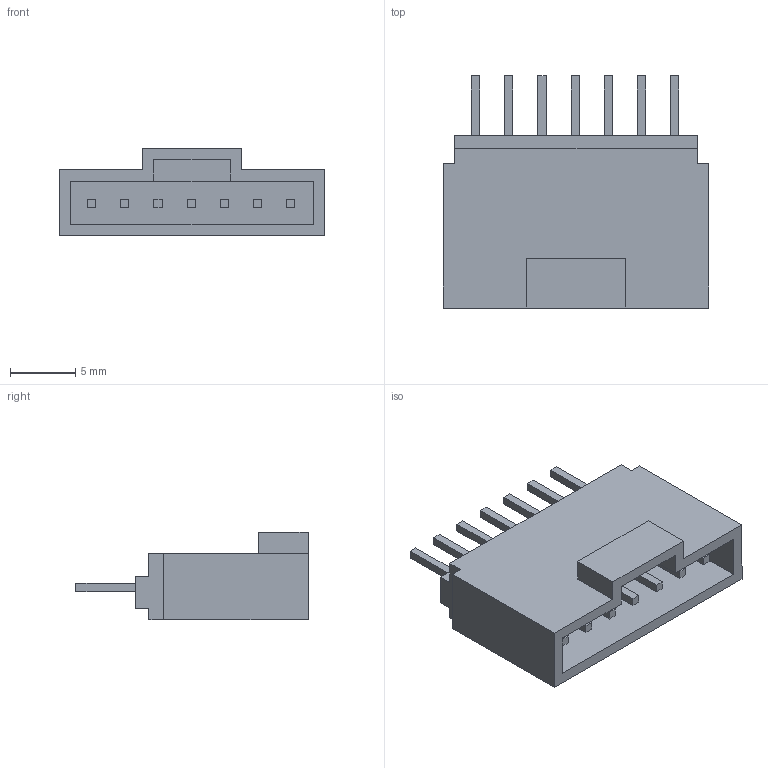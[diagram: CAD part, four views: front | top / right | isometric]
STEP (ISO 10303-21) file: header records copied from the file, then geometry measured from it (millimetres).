
FILE_DESCRIPTION(/* description */ (''),/* implementation_level */ '2;1');
FILE_NAME(/* name */ '407-07-01.stp',/* time_stamp */ '2018-12-25T20:27:50-06:00',/* author */ (''),/* organization */ (''),/* preprocessor_version */ 'ST-DEVELOPER v16.7',/* originating_system */ 'SIEMENS PLM Software NX 12.0',/* authorisation */ '');
FILE_SCHEMA (('AUTOMOTIVE_DESIGN { 1 0 10303 214 3 1 1 1 }'));
Length unit declared in the file: inch
Products named in the file (1): 407-07-01
Bounding box: 20.32 x 17.78 x 6.73 mm (x, y, z)
Volume: 807.2 mm3; surface area: 1515.6 mm2
Topology: 1 solids, 1 shells, 97 faces, 240 edges, 160 vertices
Faces by surface type: plane 97
Entity records: 3521 total; most frequent: CARTESIAN_POINT 498, ORIENTED_EDGE 480, DIRECTION 436, EDGE_CURVE 240, LINE 240, VECTOR 240, VERTEX_POINT 160, EDGE_LOOP 112
